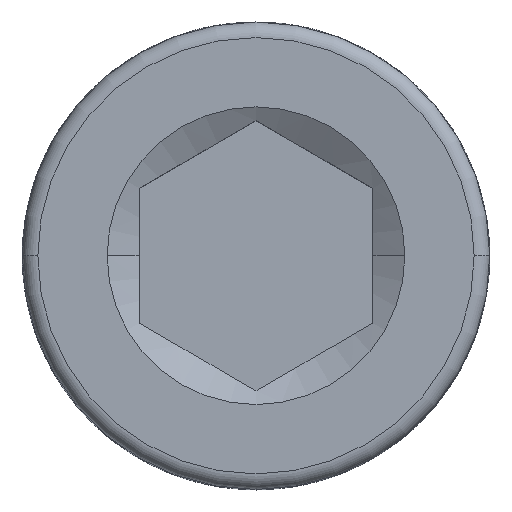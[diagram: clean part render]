
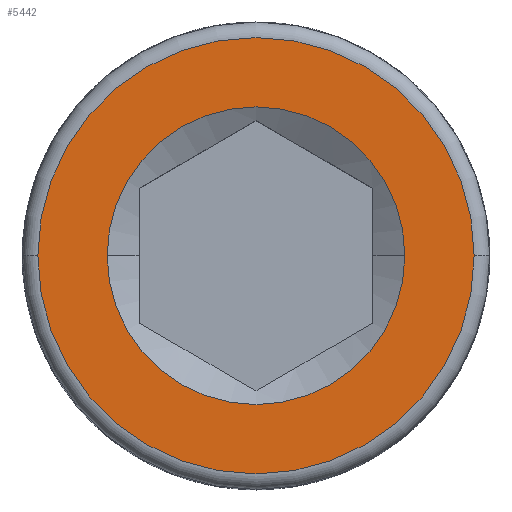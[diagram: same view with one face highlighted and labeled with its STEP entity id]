
A CAD part, top view. The second image highlights one B-rep face of the part: STEP entity #5442.
In plain terms, the highlighted planar face has unit normal (0, 0, 1).
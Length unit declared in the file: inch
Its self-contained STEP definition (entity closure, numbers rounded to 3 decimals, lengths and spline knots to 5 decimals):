
#526 = AXIS2_PLACEMENT_3D ( 'NONE', #575, #6195, #12974 ) ;
#575 = CARTESIAN_POINT ( 'NONE',  ( 0., 0., 0.4375 ) ) ;
#2244 = AXIS2_PLACEMENT_3D ( 'NONE', #9221, #3650, #12614 ) ;
#3198 = EDGE_CURVE ( 'NONE', #5150, #13805, #7918, .T. ) ;
#3289 = VERTEX_POINT ( 'NONE', #10134 ) ;
#3650 = DIRECTION ( 'NONE',  ( 0., 0., -1. ) ) ;
#3972 = AXIS2_PLACEMENT_3D ( 'NONE', #7747, #8632, #8729 ) ;
#4147 = EDGE_CURVE ( 'NONE', #13805, #5150, #7559, .T. ) ;
#4240 = DIRECTION ( 'NONE',  ( 0., 0., 1. ) ) ;
#4721 = CARTESIAN_POINT ( 'NONE',  ( 0.175, 0., 0.4375 ) ) ;
#5150 = VERTEX_POINT ( 'NONE', #14523 ) ;
#5442 = ADVANCED_FACE ( 'NONE', ( #6786, #14520 ), #10577, .T. ) ;
#5747 = CARTESIAN_POINT ( 'NONE',  ( 0.11938, 0., 0.4375 ) ) ;
#6195 = DIRECTION ( 'NONE',  ( 0., 0., -1. ) ) ;
#6473 = DIRECTION ( 'NONE',  ( 1., 0., 0. ) ) ;
#6547 = ORIENTED_EDGE ( 'NONE', *, *, #9285, .F. ) ;
#6668 = ORIENTED_EDGE ( 'NONE', *, *, #3198, .F. ) ;
#6782 = AXIS2_PLACEMENT_3D ( 'NONE', #13900, #7209, #11705 ) ;
#6786 = FACE_BOUND ( 'NONE', #12457, .T. ) ;
#7209 = DIRECTION ( 'NONE',  ( 0., 0., 1. ) ) ;
#7559 = CIRCLE ( 'NONE', #12971, 0.11938 ) ;
#7738 = VERTEX_POINT ( 'NONE', #4721 ) ;
#7747 = CARTESIAN_POINT ( 'NONE',  ( 0., 0., 0.4375 ) ) ;
#7918 = CIRCLE ( 'NONE', #3972, 0.11938 ) ;
#8475 = EDGE_CURVE ( 'NONE', #3289, #7738, #10769, .T. ) ;
#8632 = DIRECTION ( 'NONE',  ( 0., 0., 1. ) ) ;
#8729 = DIRECTION ( 'NONE',  ( 1., 0., 0. ) ) ;
#9221 = CARTESIAN_POINT ( 'NONE',  ( 0., 0., 0.4375 ) ) ;
#9285 = EDGE_CURVE ( 'NONE', #7738, #3289, #10368, .T. ) ;
#10134 = CARTESIAN_POINT ( 'NONE',  ( -0.175, 0., 0.4375 ) ) ;
#10368 = CIRCLE ( 'NONE', #2244, 0.175 ) ;
#10577 = PLANE ( 'NONE',  #6782 ) ;
#10769 = CIRCLE ( 'NONE', #526, 0.175 ) ;
#11705 = DIRECTION ( 'NONE',  ( 1., 0., 0. ) ) ;
#11714 = EDGE_LOOP ( 'NONE', ( #13029, #6547 ) ) ;
#11969 = CARTESIAN_POINT ( 'NONE',  ( 0., 0., 0.4375 ) ) ;
#12457 = EDGE_LOOP ( 'NONE', ( #13035, #6668 ) ) ;
#12614 = DIRECTION ( 'NONE',  ( -1., 0., 0. ) ) ;
#12971 = AXIS2_PLACEMENT_3D ( 'NONE', #11969, #4240, #6473 ) ;
#12974 = DIRECTION ( 'NONE',  ( -1., 0., 0. ) ) ;
#13029 = ORIENTED_EDGE ( 'NONE', *, *, #8475, .F. ) ;
#13035 = ORIENTED_EDGE ( 'NONE', *, *, #4147, .F. ) ;
#13805 = VERTEX_POINT ( 'NONE', #5747 ) ;
#13900 = CARTESIAN_POINT ( 'NONE',  ( 0., 0.175, 0.4375 ) ) ;
#14520 = FACE_OUTER_BOUND ( 'NONE', #11714, .T. ) ;
#14523 = CARTESIAN_POINT ( 'NONE',  ( -0.11938, 0., 0.4375 ) ) ;
